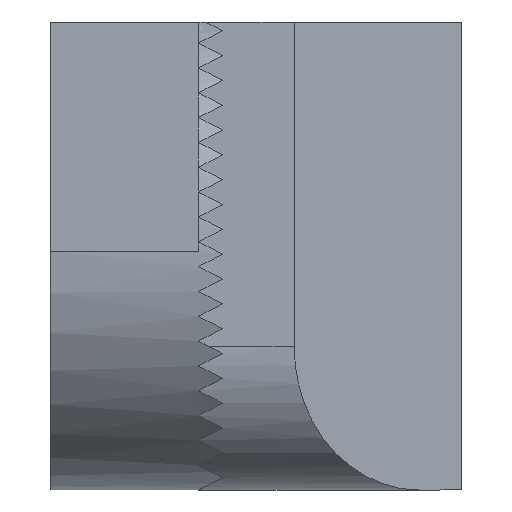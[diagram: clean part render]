
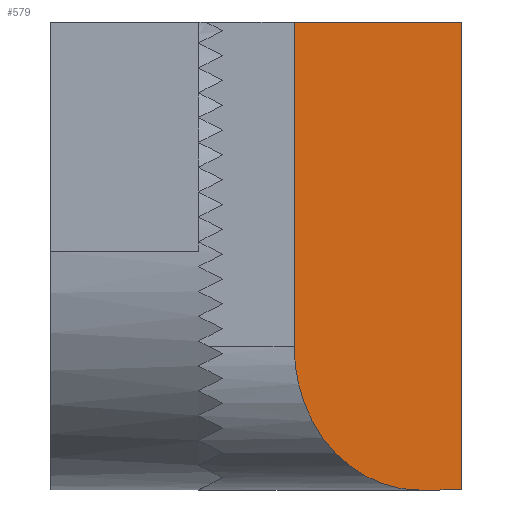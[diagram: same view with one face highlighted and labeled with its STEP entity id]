
A CAD part, left-side view. The second image highlights one B-rep face of the part: STEP entity #579.
In plain terms, the highlighted planar face has unit normal (-0.658, -0.753, 0).
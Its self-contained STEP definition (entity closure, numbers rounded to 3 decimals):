
#216 = LINE ( 'NONE', #853, #4212 ) ;
#252 = AXIS2_PLACEMENT_3D ( 'NONE', #4702, #4707, #4708 ) ;
#579 = ADVANCED_FACE ( 'NONE', ( #4340 ), #4705, .F. ) ;
#853 = CARTESIAN_POINT ( 'NONE',  ( -6., 0., 4.9 ) ) ;
#854 = DIRECTION ( 'NONE',  ( 0.753, -0.659, 0. ) ) ;
#1382 = EDGE_CURVE ( 'NONE', #4488, #4473, #216, .T. ) ;
#1531 = EDGE_CURVE ( 'NONE', #4473, #4422, #3924, .T. ) ;
#1532 = EDGE_CURVE ( 'NONE', #4428, #4422, #3925, .T. ) ;
#1533 = EDGE_CURVE ( 'NONE', #4419, #4428, #2366, .T. ) ;
#1534 = EDGE_CURVE ( 'NONE', #4488, #4419, #3927, .T. ) ;
#1806 = EDGE_LOOP ( 'NONE', ( #2040, #5296, #5224, #5301, #5315 ) ) ;
#2040 = ORIENTED_EDGE ( 'NONE', *, *, #1534, .T. ) ;
#2366 =( BOUNDED_CURVE ( )  B_SPLINE_CURVE ( 3, ( #2572, #2570, #2564, #2573 ),
 .UNSPECIFIED., .F., .T. ) 
 B_SPLINE_CURVE_WITH_KNOTS ( ( 4, 4 ),
 ( 0., 1.571 ),
 .UNSPECIFIED. ) 
 CURVE ( )  GEOMETRIC_REPRESENTATION_ITEM ( )  RATIONAL_B_SPLINE_CURVE ( ( 1., 0.805, 0.805, 1. ) ) 
 REPRESENTATION_ITEM ( '' )  );
#2547 = DIRECTION ( 'NONE',  ( 0., 0., -1. ) ) ;
#2562 = CARTESIAN_POINT ( 'NONE',  ( -6., 0., 4.9 ) ) ;
#2564 = CARTESIAN_POINT ( 'NONE',  ( -8.757, 2.413, -4.9 ) ) ;
#2569 = CARTESIAN_POINT ( 'NONE',  ( -6., 0., -4.9 ) ) ;
#2570 = CARTESIAN_POINT ( 'NONE',  ( -10., 3.5, -3.657 ) ) ;
#2571 = DIRECTION ( 'NONE',  ( 0.753, -0.659, 0. ) ) ;
#2572 = CARTESIAN_POINT ( 'NONE',  ( -10., 3.5, -1.9 ) ) ;
#2573 = CARTESIAN_POINT ( 'NONE',  ( -7., 0.875, -4.9 ) ) ;
#2574 = CARTESIAN_POINT ( 'NONE',  ( -10., 3.5, 4.9 ) ) ;
#2575 = DIRECTION ( 'NONE',  ( 0., 0., -1. ) ) ;
#2638 = CARTESIAN_POINT ( 'NONE',  ( -10., 3.5, -1.9 ) ) ;
#2641 = CARTESIAN_POINT ( 'NONE',  ( -6., 0., -4.9 ) ) ;
#2647 = CARTESIAN_POINT ( 'NONE',  ( -7., 0.875, -4.9 ) ) ;
#2684 = CARTESIAN_POINT ( 'NONE',  ( -6., 0., 4.9 ) ) ;
#2704 = CARTESIAN_POINT ( 'NONE',  ( -10., 3.5, 4.9 ) ) ;
#3922 = VECTOR ( 'NONE', #2575, 1000. ) ;
#3924 = LINE ( 'NONE', #2562, #3926 ) ;
#3925 = LINE ( 'NONE', #2569, #3928 ) ;
#3926 = VECTOR ( 'NONE', #2547, 1000. ) ;
#3927 = LINE ( 'NONE', #2574, #3922 ) ;
#3928 = VECTOR ( 'NONE', #2571, 1000. ) ;
#4212 = VECTOR ( 'NONE', #854, 1000. ) ;
#4340 = FACE_OUTER_BOUND ( 'NONE', #1806, .T. ) ;
#4419 = VERTEX_POINT ( 'NONE', #2638 ) ;
#4422 = VERTEX_POINT ( 'NONE', #2641 ) ;
#4428 = VERTEX_POINT ( 'NONE', #2647 ) ;
#4473 = VERTEX_POINT ( 'NONE', #2684 ) ;
#4488 = VERTEX_POINT ( 'NONE', #2704 ) ;
#4702 = CARTESIAN_POINT ( 'NONE',  ( -6., 0., 4.9 ) ) ;
#4705 = PLANE ( 'NONE',  #252 ) ;
#4707 = DIRECTION ( 'NONE',  ( 0.659, 0.753, 0. ) ) ;
#4708 = DIRECTION ( 'NONE',  ( -0.753, 0.659, 0. ) ) ;
#5224 = ORIENTED_EDGE ( 'NONE', *, *, #1532, .T. ) ;
#5296 = ORIENTED_EDGE ( 'NONE', *, *, #1533, .T. ) ;
#5301 = ORIENTED_EDGE ( 'NONE', *, *, #1531, .F. ) ;
#5315 = ORIENTED_EDGE ( 'NONE', *, *, #1382, .F. ) ;
